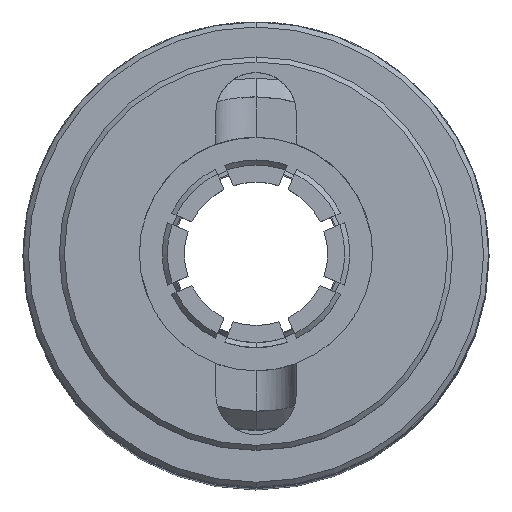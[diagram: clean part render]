
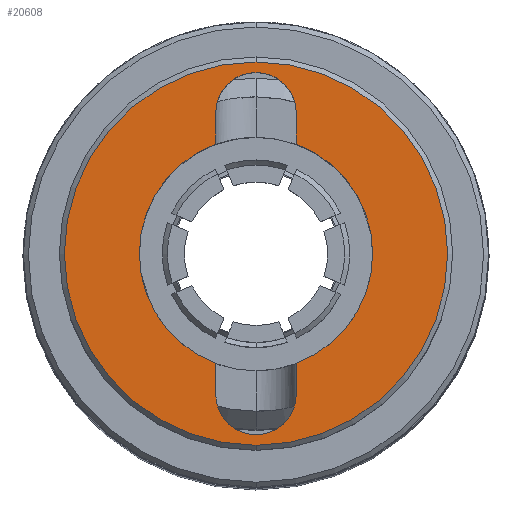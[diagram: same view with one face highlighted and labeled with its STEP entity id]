
A CAD part, top view. The second image highlights one B-rep face of the part: STEP entity #20608.
In plain terms, the highlighted planar face has unit normal (0, 0, 1).
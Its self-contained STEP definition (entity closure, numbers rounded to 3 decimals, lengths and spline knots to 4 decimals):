
#56 = CIRCLE ( 'NONE', #41877, 2.32 ) ;
#194 = CARTESIAN_POINT ( 'NONE',  ( 0., 0., 28.32 ) ) ;
#317 = ORIENTED_EDGE ( 'NONE', *, *, #38767, .F. ) ;
#827 = DIRECTION ( 'NONE',  ( 0., -1., 0. ) ) ;
#845 = CARTESIAN_POINT ( 'NONE',  ( -0.8, -2.8, 28.32 ) ) ;
#946 = CARTESIAN_POINT ( 'NONE',  ( -0.8, 2.8, 28.32 ) ) ;
#1045 = FACE_OUTER_BOUND ( 'NONE', #11394, .T. ) ;
#1635 = ORIENTED_EDGE ( 'NONE', *, *, #20390, .T. ) ;
#2293 = DIRECTION ( 'NONE',  ( 1., 0., 0. ) ) ;
#2409 = EDGE_CURVE ( 'NONE', #24769, #15125, #25899, .T. ) ;
#3968 = VERTEX_POINT ( 'NONE', #4256 ) ;
#4256 = CARTESIAN_POINT ( 'NONE',  ( 0.8, 2.8, 28.32 ) ) ;
#4726 = VERTEX_POINT ( 'NONE', #26797 ) ;
#5198 = DIRECTION ( 'NONE',  ( 0., 0., -1. ) ) ;
#5693 = CARTESIAN_POINT ( 'NONE',  ( 0., -3.81, 28.32 ) ) ;
#5832 = AXIS2_PLACEMENT_3D ( 'NONE', #24403, #38177, #2293 ) ;
#6353 = DIRECTION ( 'NONE',  ( 0., -1., 0. ) ) ;
#7595 = DIRECTION ( 'NONE',  ( 0., 1., 0. ) ) ;
#7782 = CARTESIAN_POINT ( 'NONE',  ( 0., 0., 28.32 ) ) ;
#8002 = DIRECTION ( 'NONE',  ( 0., 1., 0. ) ) ;
#8414 = CARTESIAN_POINT ( 'NONE',  ( 0., 0., 28.32 ) ) ;
#9076 = VECTOR ( 'NONE', #10275, 1000. ) ;
#10221 = EDGE_CURVE ( 'NONE', #21363, #3968, #13814, .T. ) ;
#10275 = DIRECTION ( 'NONE',  ( 0., -1., 0. ) ) ;
#10744 = CARTESIAN_POINT ( 'NONE',  ( 0.8, -2.1777, 28.32 ) ) ;
#10815 = CARTESIAN_POINT ( 'NONE',  ( 0.8, 2.32, 28.32 ) ) ;
#10897 = DIRECTION ( 'NONE',  ( 0., 0., 1. ) ) ;
#11073 = EDGE_CURVE ( 'NONE', #24769, #33175, #30218, .T. ) ;
#11394 = EDGE_LOOP ( 'NONE', ( #24381, #1635 ) ) ;
#11516 = VECTOR ( 'NONE', #6353, 1000. ) ;
#11766 = VERTEX_POINT ( 'NONE', #5693 ) ;
#12015 = CARTESIAN_POINT ( 'NONE',  ( -0.8, 2.1777, 28.32 ) ) ;
#13446 = EDGE_CURVE ( 'NONE', #16046, #40910, #21507, .T. ) ;
#13814 = LINE ( 'NONE', #10815, #16780 ) ;
#14107 = FACE_BOUND ( 'NONE', #25965, .T. ) ;
#15125 = VERTEX_POINT ( 'NONE', #36907 ) ;
#15844 = CARTESIAN_POINT ( 'NONE',  ( -0.8, -2.1777, 28.32 ) ) ;
#16001 = CARTESIAN_POINT ( 'NONE',  ( 0., 0., 28.32 ) ) ;
#16046 = VERTEX_POINT ( 'NONE', #21708 ) ;
#16780 = VECTOR ( 'NONE', #7595, 1000. ) ;
#17370 = ORIENTED_EDGE ( 'NONE', *, *, #11073, .T. ) ;
#19668 = ORIENTED_EDGE ( 'NONE', *, *, #29991, .F. ) ;
#20390 = EDGE_CURVE ( 'NONE', #11766, #4726, #23216, .T. ) ;
#20608 = ADVANCED_FACE ( 'NONE', ( #1045, #14107 ), #27227, .T. ) ;
#20871 = CIRCLE ( 'NONE', #5832, 0.8 ) ;
#21027 = CARTESIAN_POINT ( 'NONE',  ( 0.8, 2.1777, 28.32 ) ) ;
#21363 = VERTEX_POINT ( 'NONE', #21027 ) ;
#21507 = LINE ( 'NONE', #38314, #33203 ) ;
#21708 = CARTESIAN_POINT ( 'NONE',  ( 0.8, -2.8, 28.32 ) ) ;
#22101 = CIRCLE ( 'NONE', #34489, 0.8 ) ;
#22520 = AXIS2_PLACEMENT_3D ( 'NONE', #40345, #10897, #37133 ) ;
#22747 = DIRECTION ( 'NONE',  ( 1., 0., 0. ) ) ;
#23216 = CIRCLE ( 'NONE', #25272, 3.81 ) ;
#23584 = DIRECTION ( 'NONE',  ( 0., 0., 1. ) ) ;
#23898 = EDGE_CURVE ( 'NONE', #21363, #40910, #56, .T. ) ;
#24381 = ORIENTED_EDGE ( 'NONE', *, *, #32594, .T. ) ;
#24403 = CARTESIAN_POINT ( 'NONE',  ( 0., 2.8, 28.32 ) ) ;
#24769 = VERTEX_POINT ( 'NONE', #15844 ) ;
#25272 = AXIS2_PLACEMENT_3D ( 'NONE', #194, #23584, #827 ) ;
#25899 = LINE ( 'NONE', #29323, #11516 ) ;
#25965 = EDGE_LOOP ( 'NONE', ( #26592, #32196, #34575, #27556, #38126, #17370, #317, #19668 ) ) ;
#26592 = ORIENTED_EDGE ( 'NONE', *, *, #10221, .F. ) ;
#26797 = CARTESIAN_POINT ( 'NONE',  ( 0., 3.81, 28.32 ) ) ;
#27227 = PLANE ( 'NONE',  #22520 ) ;
#27556 = ORIENTED_EDGE ( 'NONE', *, *, #38700, .F. ) ;
#27965 = DIRECTION ( 'NONE',  ( 0., 0., 1. ) ) ;
#28183 = DIRECTION ( 'NONE',  ( 0., -1., 0. ) ) ;
#29323 = CARTESIAN_POINT ( 'NONE',  ( -0.8, 2.32, 28.32 ) ) ;
#29991 = EDGE_CURVE ( 'NONE', #3968, #36128, #20871, .T. ) ;
#30021 = AXIS2_PLACEMENT_3D ( 'NONE', #7782, #27965, #28183 ) ;
#30218 = CIRCLE ( 'NONE', #41883, 2.32 ) ;
#32196 = ORIENTED_EDGE ( 'NONE', *, *, #23898, .T. ) ;
#32594 = EDGE_CURVE ( 'NONE', #4726, #11766, #35539, .T. ) ;
#33175 = VERTEX_POINT ( 'NONE', #12015 ) ;
#33203 = VECTOR ( 'NONE', #8002, 1000. ) ;
#34489 = AXIS2_PLACEMENT_3D ( 'NONE', #36316, #42112, #22747 ) ;
#34575 = ORIENTED_EDGE ( 'NONE', *, *, #13446, .F. ) ;
#35539 = CIRCLE ( 'NONE', #30021, 3.81 ) ;
#36128 = VERTEX_POINT ( 'NONE', #946 ) ;
#36316 = CARTESIAN_POINT ( 'NONE',  ( 0., -2.8, 28.32 ) ) ;
#36907 = CARTESIAN_POINT ( 'NONE',  ( -0.8, -2.8, 28.32 ) ) ;
#37133 = DIRECTION ( 'NONE',  ( 0., -1., 0. ) ) ;
#37361 = LINE ( 'NONE', #845, #9076 ) ;
#38126 = ORIENTED_EDGE ( 'NONE', *, *, #2409, .F. ) ;
#38177 = DIRECTION ( 'NONE',  ( 0., 0., 1. ) ) ;
#38314 = CARTESIAN_POINT ( 'NONE',  ( 0.8, -2.8, 28.32 ) ) ;
#38700 = EDGE_CURVE ( 'NONE', #15125, #16046, #22101, .T. ) ;
#38767 = EDGE_CURVE ( 'NONE', #36128, #33175, #37361, .T. ) ;
#38794 = DIRECTION ( 'NONE',  ( 0., 0., -1. ) ) ;
#40345 = CARTESIAN_POINT ( 'NONE',  ( 0., 2.32, 28.32 ) ) ;
#40874 = DIRECTION ( 'NONE',  ( 0., 1., 0. ) ) ;
#40910 = VERTEX_POINT ( 'NONE', #10744 ) ;
#41591 = DIRECTION ( 'NONE',  ( 0., 1., 0. ) ) ;
#41877 = AXIS2_PLACEMENT_3D ( 'NONE', #16001, #38794, #41591 ) ;
#41883 = AXIS2_PLACEMENT_3D ( 'NONE', #8414, #5198, #40874 ) ;
#42112 = DIRECTION ( 'NONE',  ( 0., 0., 1. ) ) ;
